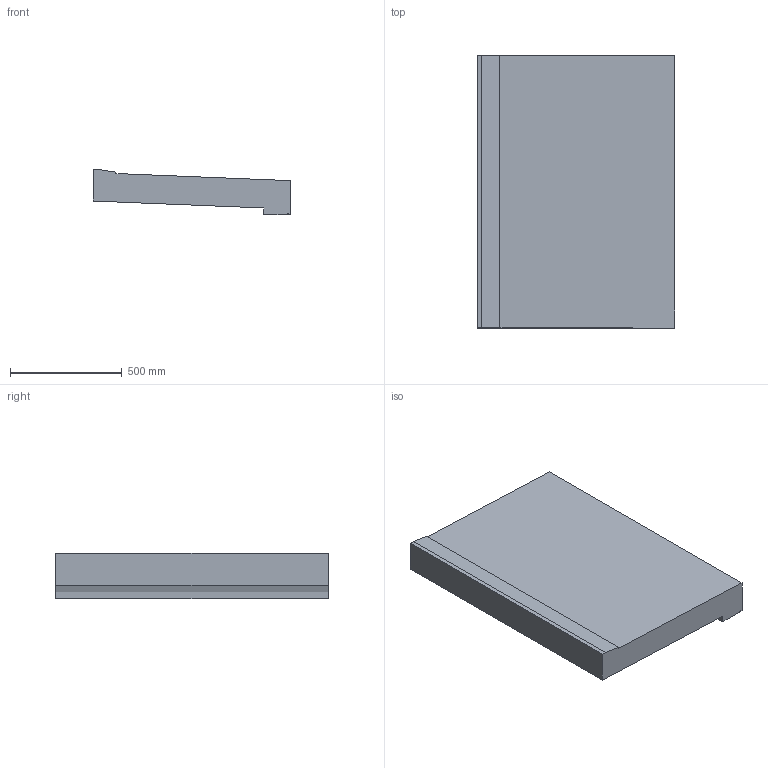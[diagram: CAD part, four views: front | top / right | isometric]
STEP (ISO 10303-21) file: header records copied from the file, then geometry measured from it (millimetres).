
FILE_DESCRIPTION(/* description */ (''),/* implementation_level */ '2;1');
FILE_NAME(/* name */ 'AL - 2.step',/* time_stamp */ '2022-05-08T15:07:27-05:00',/* author */ (''),/* organization */ (''),/* preprocessor_version */ 'ST-DEVELOPER v18.1',/* originating_system */ 'Autodesk Translation Framework v10.14.0.1471',/* authorisation */ '');
FILE_SCHEMA (('AUTOMOTIVE_DESIGN { 1 0 10303 214 3 1 1 }'));
Length unit declared in the file: inch
Products named in the file (1): AL - 2
Bounding box: 882.65 x 1215.97 x 203.2 mm (x, y, z)
Volume: 141901302.6 mm3; surface area: 2800523 mm2
Topology: 1 solids, 1 shells, 15 faces, 39 edges, 26 vertices
Faces by surface type: plane 15
Entity records: 488 total; most frequent: CARTESIAN_POINT 81, ORIENTED_EDGE 78, DIRECTION 71, LINE 39, VECTOR 39, EDGE_CURVE 39, VERTEX_POINT 26, AXIS2_PLACEMENT_3D 16
